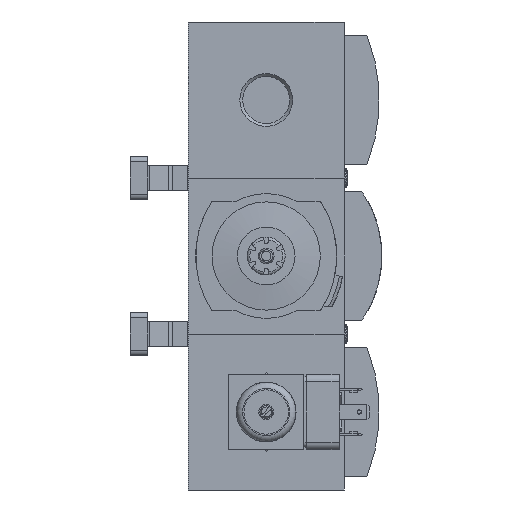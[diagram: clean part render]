
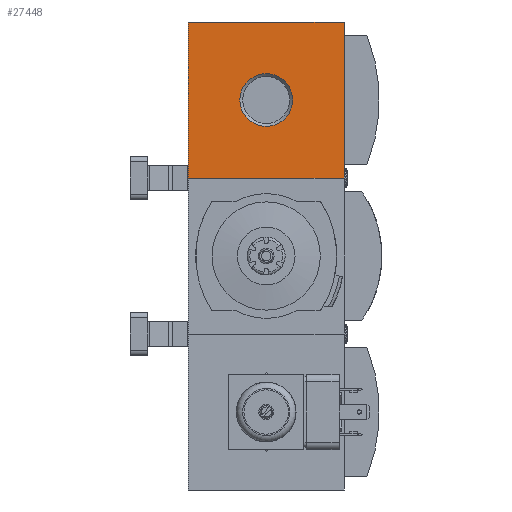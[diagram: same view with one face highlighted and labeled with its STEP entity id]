
A CAD part, front view. The second image highlights one B-rep face of the part: STEP entity #27448.
In plain terms, the highlighted planar face has unit normal (0, -1, 0).
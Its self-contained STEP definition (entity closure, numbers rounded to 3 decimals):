
#300=PLANE('',#28782);
#1358=LINE('',#37677,#3703);
#1366=LINE('',#37692,#3711);
#1382=LINE('',#37722,#3727);
#1422=LINE('',#37813,#3767);
#3703=VECTOR('',#31085,1000.);
#3711=VECTOR('',#31095,1000.);
#3727=VECTOR('',#31113,1000.);
#3767=VECTOR('',#31191,1000.);
#5852=CIRCLE('',#28783,10.478);
#7079=ORIENTED_EDGE('',*,*,#13249,.F.);
#7080=ORIENTED_EDGE('',*,*,#13165,.F.);
#7081=ORIENTED_EDGE('',*,*,#13157,.F.);
#7082=ORIENTED_EDGE('',*,*,#13181,.F.);
#7083=ORIENTED_EDGE('',*,*,#13230,.F.);
#13157=EDGE_CURVE('',#16268,#16269,#1358,.T.);
#13165=EDGE_CURVE('',#16269,#16275,#1366,.T.);
#13181=EDGE_CURVE('',#16287,#16268,#1382,.T.);
#13230=EDGE_CURVE('',#16275,#16287,#1422,.T.);
#13249=EDGE_CURVE('',#16329,#16329,#5852,.T.);
#16268=VERTEX_POINT('',#37676);
#16269=VERTEX_POINT('',#37678);
#16275=VERTEX_POINT('',#37693);
#16287=VERTEX_POINT('',#37721);
#16329=VERTEX_POINT('',#37852);
#18343=EDGE_LOOP('',(#7079));
#18344=EDGE_LOOP('',(#7080,#7081,#7082,#7083));
#19779=FACE_BOUND('',#18343,.T.);
#19780=FACE_BOUND('',#18344,.T.);
#27448=ADVANCED_FACE('',(#19779,#19780),#300,.F.);
#28782=AXIS2_PLACEMENT_3D('',#37850,#31233,#31234);
#28783=AXIS2_PLACEMENT_3D('',#37851,#31235,#31236);
#31085=DIRECTION('',(-1.,0.,0.));
#31095=DIRECTION('',(0.,0.,1.));
#31113=DIRECTION('',(0.,0.,-1.));
#31191=DIRECTION('',(1.,0.,0.));
#31233=DIRECTION('',(0.,1.,0.));
#31234=DIRECTION('',(0.,0.,1.));
#31235=DIRECTION('',(0.,-1.,0.));
#31236=DIRECTION('',(0.,0.,-1.));
#37676=CARTESIAN_POINT('',(31.,-45.,-31.));
#37677=CARTESIAN_POINT('',(31.,-45.,-31.));
#37678=CARTESIAN_POINT('',(-31.,-45.,-31.));
#37692=CARTESIAN_POINT('',(-31.,-45.,-31.));
#37693=CARTESIAN_POINT('',(-31.,-45.,31.));
#37721=CARTESIAN_POINT('',(31.,-45.,31.));
#37722=CARTESIAN_POINT('',(31.,-45.,31.));
#37813=CARTESIAN_POINT('',(-31.,-45.,31.));
#37850=CARTESIAN_POINT('',(0.,-45.,0.));
#37851=CARTESIAN_POINT('',(0.,-45.,0.));
#37852=CARTESIAN_POINT('',(0.,-45.,-10.478));
